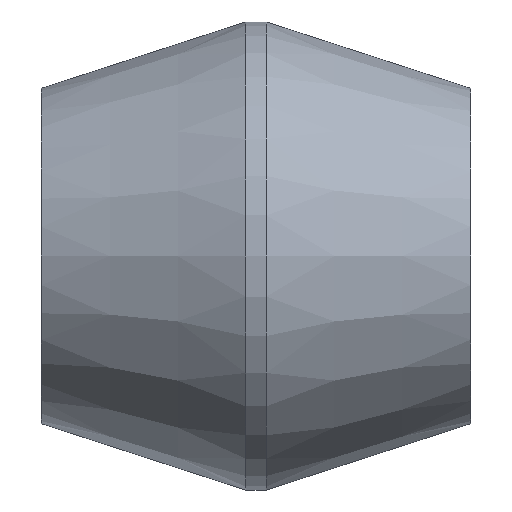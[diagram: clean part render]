
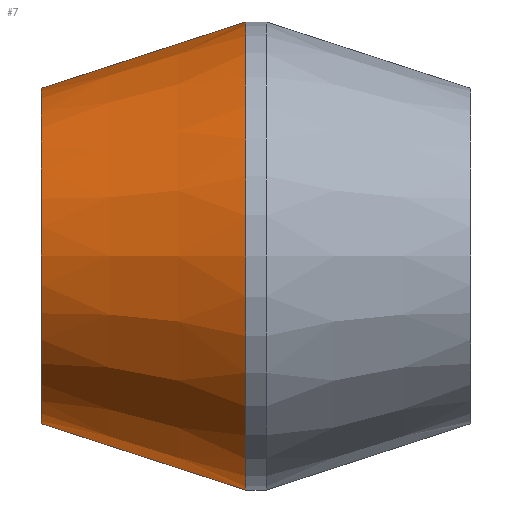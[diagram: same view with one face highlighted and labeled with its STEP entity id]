
A CAD part, left-side view. The second image highlights one B-rep face of the part: STEP entity #7.
In plain terms, the highlighted conical face has half-angle 18 degrees and reference radius 2.15 mm.
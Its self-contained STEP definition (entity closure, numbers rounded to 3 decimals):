
#7 = ADVANCED_FACE ( 'NONE', ( #126 ), #193, .T. ) ;
#12 = EDGE_CURVE ( 'NONE', #110, #94, #169, .T. ) ;
#35 = AXIS2_PLACEMENT_3D ( 'NONE', #232, #226, #247 ) ;
#39 = EDGE_CURVE ( 'NONE', #86, #110, #168, .T. ) ;
#42 = EDGE_CURVE ( 'NONE', #94, #161, #174, .T. ) ;
#45 = AXIS2_PLACEMENT_3D ( 'NONE', #289, #195, #312 ) ;
#49 = EDGE_CURVE ( 'NONE', #86, #161, #166, .T. ) ;
#54 = AXIS2_PLACEMENT_3D ( 'NONE', #311, #306, #204 ) ;
#86 = VERTEX_POINT ( 'NONE', #216 ) ;
#89 = ORIENTED_EDGE ( 'NONE', *, *, #42, .F. ) ;
#91 = ORIENTED_EDGE ( 'NONE', *, *, #39, .F. ) ;
#94 = VERTEX_POINT ( 'NONE', #310 ) ;
#99 = ORIENTED_EDGE ( 'NONE', *, *, #12, .F. ) ;
#110 = VERTEX_POINT ( 'NONE', #215 ) ;
#126 = FACE_OUTER_BOUND ( 'NONE', #145, .T. ) ;
#137 = VECTOR ( 'NONE', #225, 1000. ) ;
#145 = EDGE_LOOP ( 'NONE', ( #99, #91, #151, #89 ) ) ;
#151 = ORIENTED_EDGE ( 'NONE', *, *, #49, .T. ) ;
#161 = VERTEX_POINT ( 'NONE', #314 ) ;
#166 = LINE ( 'NONE', #297, #137 ) ;
#167 = VECTOR ( 'NONE', #279, 1000. ) ;
#168 = CIRCLE ( 'NONE', #45, 2.15 ) ;
#169 = LINE ( 'NONE', #278, #167 ) ;
#174 = CIRCLE ( 'NONE', #54, 3. ) ;
#193 = CONICAL_SURFACE ( 'NONE', #35, 2.15, 0.314 ) ;
#195 = DIRECTION ( 'NONE',  ( 0., 1., 0. ) ) ;
#204 = DIRECTION ( 'NONE',  ( 0., 0., -1. ) ) ;
#215 = CARTESIAN_POINT ( 'NONE',  ( 0., 5.5, 2.15 ) ) ;
#216 = CARTESIAN_POINT ( 'NONE',  ( 0., 5.5, -2.15 ) ) ;
#225 = DIRECTION ( 'NONE',  ( 0., -0.951, -0.309 ) ) ;
#226 = DIRECTION ( 'NONE',  ( 0., -1., 0. ) ) ;
#232 = CARTESIAN_POINT ( 'NONE',  ( 0., 5.5, 0. ) ) ;
#247 = DIRECTION ( 'NONE',  ( 0., 0., -1. ) ) ;
#278 = CARTESIAN_POINT ( 'NONE',  ( 0., 5.5, 2.15 ) ) ;
#279 = DIRECTION ( 'NONE',  ( 0., -0.951, 0.309 ) ) ;
#289 = CARTESIAN_POINT ( 'NONE',  ( 0., 5.5, 0. ) ) ;
#297 = CARTESIAN_POINT ( 'NONE',  ( 0., 5.5, -2.15 ) ) ;
#306 = DIRECTION ( 'NONE',  ( 0., -1., 0. ) ) ;
#310 = CARTESIAN_POINT ( 'NONE',  ( 0., 2.884, 3. ) ) ;
#311 = CARTESIAN_POINT ( 'NONE',  ( 0., 2.884, 0. ) ) ;
#312 = DIRECTION ( 'NONE',  ( 0., 0., -1. ) ) ;
#314 = CARTESIAN_POINT ( 'NONE',  ( 0., 2.884, -3. ) ) ;
